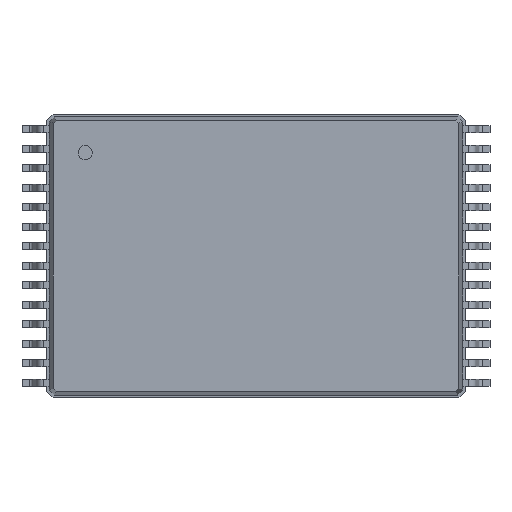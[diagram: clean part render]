
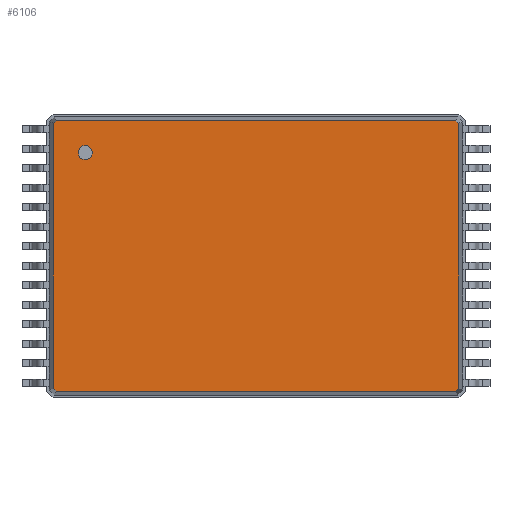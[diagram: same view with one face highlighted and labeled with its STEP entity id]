
A CAD part, top view. The second image highlights one B-rep face of the part: STEP entity #6106.
In plain terms, the highlighted planar face has unit normal (0, 0, 1).
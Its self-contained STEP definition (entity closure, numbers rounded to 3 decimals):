
#27=VECTOR('',#28,1.);
#28=DIRECTION('',(1.,0.,0.));
#51=VECTOR('',#52,1.);
#52=DIRECTION('',(0.707,-0.707,0.));
#58=VECTOR('',#59,1.);
#59=DIRECTION('',(0.,-1.,0.));
#65=VECTOR('',#66,1.);
#66=DIRECTION('',(-0.707,-0.707,0.));
#72=VECTOR('',#73,1.);
#73=DIRECTION('',(-1.,0.,0.));
#79=VECTOR('',#80,1.);
#80=DIRECTION('',(-0.707,0.707,0.));
#86=VECTOR('',#87,1.);
#87=DIRECTION('',(0.,1.,0.));
#91=VECTOR('',#92,1.);
#92=DIRECTION('',(0.707,0.707,0.));
#95=DIRECTION('',(0.,0.,-1.));
#1813=VERTEX_POINT('',#1814);
#1814=CARTESIAN_POINT('',(-5.714,3.732,1.6));
#1817=EDGE_CURVE('',#1818,#1813,#1820,.T.);
#1818=VERTEX_POINT('',#1819);
#1819=CARTESIAN_POINT('',(-5.714,-3.732,1.6));
#1820=LINE('',#1819,#86);
#1831=VERTEX_POINT('',#1832);
#1832=CARTESIAN_POINT('',(-5.632,3.814,1.6));
#1835=EDGE_CURVE('',#1813,#1831,#1836,.T.);
#1836=LINE('',#1814,#91);
#1845=VERTEX_POINT('',#1846);
#1846=CARTESIAN_POINT('',(5.632,3.814,1.6));
#1849=EDGE_CURVE('',#1831,#1845,#1850,.T.);
#1850=LINE('',#1832,#27);
#1859=VERTEX_POINT('',#1860);
#1860=CARTESIAN_POINT('',(5.714,3.732,1.6));
#1863=EDGE_CURVE('',#1845,#1859,#1864,.T.);
#1864=LINE('',#1846,#51);
#1985=VERTEX_POINT('',#1986);
#1986=CARTESIAN_POINT('',(5.714,-3.732,1.6));
#1989=EDGE_CURVE('',#1859,#1985,#1990,.T.);
#1990=LINE('',#1860,#58);
#6106=ADVANCED_FACE('',(#6107,#6127),#6137,.F.);
#6107=FACE_BOUND('',#6108,.F.);
#6108=EDGE_LOOP('',(#6109,#6110,#6111,#6112,#6117,#6122,#6125,#6126));
#6109=ORIENTED_EDGE('',*,*,#1849,.T.);
#6110=ORIENTED_EDGE('',*,*,#1863,.T.);
#6111=ORIENTED_EDGE('',*,*,#1989,.T.);
#6112=ORIENTED_EDGE('',*,*,#6113,.T.);
#6113=EDGE_CURVE('',#1985,#6114,#6116,.T.);
#6114=VERTEX_POINT('',#6115);
#6115=CARTESIAN_POINT('',(5.632,-3.814,1.6));
#6116=LINE('',#1986,#65);
#6117=ORIENTED_EDGE('',*,*,#6118,.T.);
#6118=EDGE_CURVE('',#6114,#6119,#6121,.T.);
#6119=VERTEX_POINT('',#6120);
#6120=CARTESIAN_POINT('',(-5.632,-3.814,1.6));
#6121=LINE('',#6115,#72);
#6122=ORIENTED_EDGE('',*,*,#6123,.T.);
#6123=EDGE_CURVE('',#6119,#1818,#6124,.T.);
#6124=LINE('',#6120,#79);
#6125=ORIENTED_EDGE('',*,*,#1817,.T.);
#6126=ORIENTED_EDGE('',*,*,#1835,.T.);
#6127=FACE_BOUND('',#6128,.F.);
#6128=EDGE_LOOP('',(#6129));
#6129=ORIENTED_EDGE('',*,*,#6130,.F.);
#6130=EDGE_CURVE('',#6131,#6131,#6133,.T.);
#6131=VERTEX_POINT('',#6132);
#6132=CARTESIAN_POINT('',(-4.814,2.714,1.6));
#6133=CIRCLE('',#6134,0.2);
#6134=AXIS2_PLACEMENT_3D('',#6135,#6136,#59);
#6135=CARTESIAN_POINT('',(-4.814,2.914,1.6));
#6136=DIRECTION('',(0.,-0.,-1.));
#6137=PLANE('',#6138);
#6138=AXIS2_PLACEMENT_3D('',#1832,#95,#6139);
#6139=DIRECTION('',(0.833,-0.554,0.));
